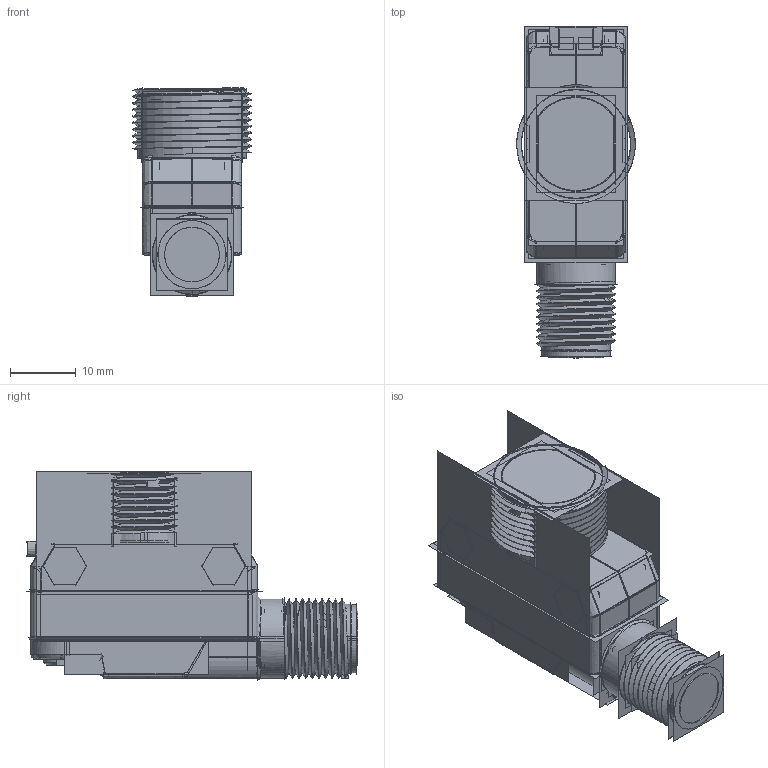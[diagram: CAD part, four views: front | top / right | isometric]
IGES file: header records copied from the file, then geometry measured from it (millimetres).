
Start section:  PTC IGES file: 198355.igs
Global section: file name: 198355.igs; native system: Creo Parametric by PTC Inc.; preprocessor: 2016260; author: PDMAdmin; organization: Unknown; date: 20170627.131113; units: millimetre
Bounding box: 18 x 50.37 x 31.74 mm (x, y, z)
Volume: 6852.2 mm3; surface area: 83661.8 mm2
Topology: 13 solids, 15 shells, 3294 faces, 16270 edges, 20207 vertices
Faces by surface type: bspline 1944, revolution 1346, extrusion 4
